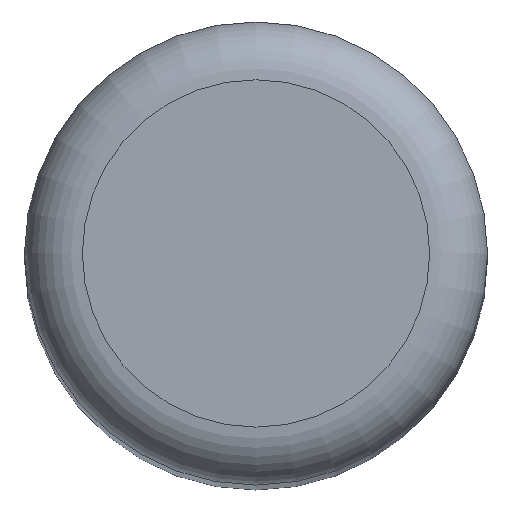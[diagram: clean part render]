
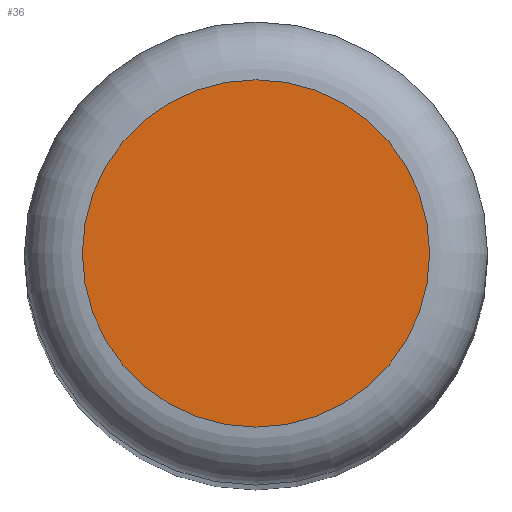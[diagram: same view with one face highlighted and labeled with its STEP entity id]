
A CAD part, top view. The second image highlights one B-rep face of the part: STEP entity #36.
In plain terms, the highlighted planar face has unit normal (0, 0, 1).
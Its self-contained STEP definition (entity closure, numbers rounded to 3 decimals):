
#36 = ADVANCED_FACE( '', ( #73 ), #74, .T. );
#73 = FACE_OUTER_BOUND( '', #111, .T. );
#74 = PLANE( '', #112 );
#111 = EDGE_LOOP( '', ( #147 ) );
#112 = AXIS2_PLACEMENT_3D( '', #148, #149, #150 );
#147 = ORIENTED_EDGE( '', *, *, #187, .T. );
#148 = CARTESIAN_POINT( '', ( 0., 0., 50. ) );
#149 = DIRECTION( '', ( 0., 0., 1. ) );
#150 = DIRECTION( '', ( 1., 0., 0. ) );
#187 = EDGE_CURVE( '', #206, #206, #207, .T. );
#206 = VERTEX_POINT( '', #228 );
#207 = CIRCLE( '', #229, 3. );
#228 = CARTESIAN_POINT( '', ( 3., 0., 50. ) );
#229 = AXIS2_PLACEMENT_3D( '', #250, #251, #252 );
#250 = CARTESIAN_POINT( '', ( 0., 0., 50. ) );
#251 = DIRECTION( '', ( 0., 0., 1. ) );
#252 = DIRECTION( '', ( 1., 0., 0. ) );
